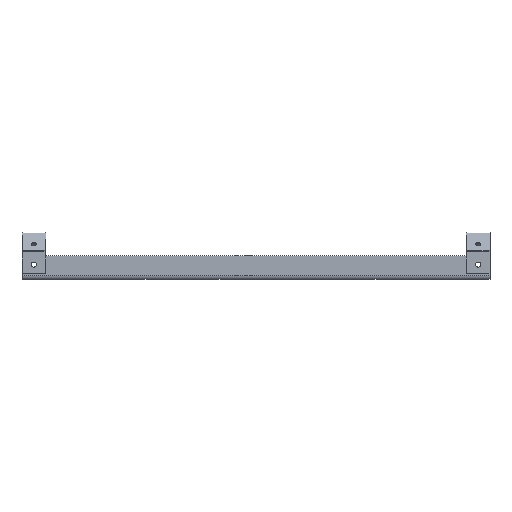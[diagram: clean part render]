
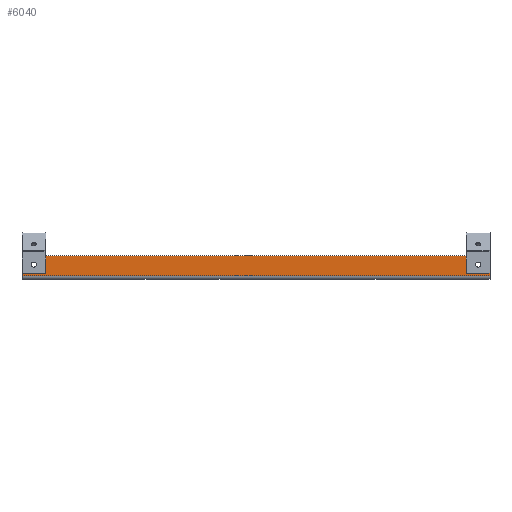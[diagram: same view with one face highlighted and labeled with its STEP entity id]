
A CAD part, front view. The second image highlights one B-rep face of the part: STEP entity #6040.
In plain terms, the highlighted planar face has unit normal (0, -1, 0).
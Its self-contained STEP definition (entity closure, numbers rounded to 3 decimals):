
#119=DIRECTION('',(-1.,0.,0.));
#120=VECTOR('',#119,34.);
#121=CARTESIAN_POINT('',(40.,0.,0.));
#122=LINE('',#121,#120);
#193=DIRECTION('',(-1.,0.,0.));
#194=VECTOR('',#193,34.);
#195=CARTESIAN_POINT('',(40.,0.,790.));
#196=LINE('',#195,#194);
#207=DIRECTION('',(0.,0.,1.));
#208=VECTOR('',#207,790.);
#209=CARTESIAN_POINT('',(40.,0.,0.));
#210=LINE('',#209,#208);
#214=CARTESIAN_POINT('',(25.,0.,771.25));
#215=DIRECTION('',(0.,1.,0.));
#216=DIRECTION('',(-1.,0.,0.));
#217=AXIS2_PLACEMENT_3D('',#214,#215,#216);
#222=DIRECTION('',(0.,0.,-1.));
#223=VECTOR('',#222,2.5);
#224=CARTESIAN_POINT('',(20.75,0.,771.25));
#225=LINE('',#224,#223);
#229=CARTESIAN_POINT('',(25.,0.,768.75));
#230=DIRECTION('',(0.,1.,0.));
#231=DIRECTION('',(1.,0.,0.));
#232=AXIS2_PLACEMENT_3D('',#229,#230,#231);
#237=DIRECTION('',(0.,0.,1.));
#238=VECTOR('',#237,2.5);
#239=CARTESIAN_POINT('',(29.25,0.,768.75));
#240=LINE('',#239,#238);
#244=CARTESIAN_POINT('',(25.,0.,21.25));
#245=DIRECTION('',(0.,1.,0.));
#246=DIRECTION('',(-1.,0.,0.));
#247=AXIS2_PLACEMENT_3D('',#244,#245,#246);
#252=DIRECTION('',(0.,0.,-1.));
#253=VECTOR('',#252,2.5);
#254=CARTESIAN_POINT('',(20.75,0.,21.25));
#255=LINE('',#254,#253);
#259=CARTESIAN_POINT('',(25.,0.,18.75));
#260=DIRECTION('',(0.,1.,0.));
#261=DIRECTION('',(1.,0.,0.));
#262=AXIS2_PLACEMENT_3D('',#259,#260,#261);
#267=DIRECTION('',(0.,0.,1.));
#268=VECTOR('',#267,2.5);
#269=CARTESIAN_POINT('',(29.25,0.,18.75));
#270=LINE('',#269,#268);
#274=DIRECTION('',(0.,0.,1.));
#275=VECTOR('',#274,790.);
#276=CARTESIAN_POINT('',(6.,0.,0.));
#277=LINE('',#276,#275);
#4974=CARTESIAN_POINT('',(40.,0.,0.));
#4975=CARTESIAN_POINT('',(6.,0.,0.));
#4976=VERTEX_POINT('',#4974);
#4977=VERTEX_POINT('',#4975);
#4978=CARTESIAN_POINT('',(40.,0.,790.));
#4979=VERTEX_POINT('',#4978);
#4980=CARTESIAN_POINT('',(6.,0.,790.));
#4981=VERTEX_POINT('',#4980);
#5038=CARTESIAN_POINT('',(20.75,0.,21.25));
#5039=CARTESIAN_POINT('',(29.25,0.,21.25));
#5040=VERTEX_POINT('',#5038);
#5041=VERTEX_POINT('',#5039);
#5042=CARTESIAN_POINT('',(20.75,0.,18.75));
#5043=VERTEX_POINT('',#5042);
#5044=CARTESIAN_POINT('',(29.25,0.,18.75));
#5045=VERTEX_POINT('',#5044);
#5046=CARTESIAN_POINT('',(20.75,0.,771.25));
#5047=CARTESIAN_POINT('',(29.25,0.,771.25));
#5048=VERTEX_POINT('',#5046);
#5049=VERTEX_POINT('',#5047);
#5050=CARTESIAN_POINT('',(20.75,0.,768.75));
#5051=VERTEX_POINT('',#5050);
#5052=CARTESIAN_POINT('',(29.25,0.,768.75));
#5053=VERTEX_POINT('',#5052);
#6008=CARTESIAN_POINT('',(40.,0.,0.));
#6009=DIRECTION('',(0.,1.,0.));
#6010=DIRECTION('',(-1.,0.,0.));
#6011=AXIS2_PLACEMENT_3D('',#6008,#6009,#6010);
#6012=PLANE('',#6011);
#6013=ORIENTED_EDGE('',*,*,#5930,.T.);
#6015=ORIENTED_EDGE('',*,*,#6014,.T.);
#6016=ORIENTED_EDGE('',*,*,#5989,.F.);
#6017=ORIENTED_EDGE('',*,*,#6002,.F.);
#6018=EDGE_LOOP('',(#6013,#6015,#6016,#6017));
#6019=FACE_OUTER_BOUND('',#6018,.F.);
#6021=ORIENTED_EDGE('',*,*,#6020,.F.);
#6023=ORIENTED_EDGE('',*,*,#6022,.T.);
#6025=ORIENTED_EDGE('',*,*,#6024,.F.);
#6027=ORIENTED_EDGE('',*,*,#6026,.T.);
#6028=EDGE_LOOP('',(#6021,#6023,#6025,#6027));
#6029=FACE_BOUND('',#6028,.F.);
#6031=ORIENTED_EDGE('',*,*,#6030,.F.);
#6033=ORIENTED_EDGE('',*,*,#6032,.T.);
#6035=ORIENTED_EDGE('',*,*,#6034,.F.);
#6037=ORIENTED_EDGE('',*,*,#6036,.T.);
#6038=EDGE_LOOP('',(#6031,#6033,#6035,#6037));
#6039=FACE_BOUND('',#6038,.F.);
#218=CIRCLE('',#217,4.25);
#233=CIRCLE('',#232,4.25);
#248=CIRCLE('',#247,4.25);
#263=CIRCLE('',#262,4.25);
#5930=EDGE_CURVE('',#4976,#4977,#122,.T.);
#5989=EDGE_CURVE('',#4979,#4981,#196,.T.);
#6002=EDGE_CURVE('',#4976,#4979,#210,.T.);
#6014=EDGE_CURVE('',#4977,#4981,#277,.T.);
#6020=EDGE_CURVE('',#5048,#5049,#218,.T.);
#6022=EDGE_CURVE('',#5048,#5051,#225,.T.);
#6024=EDGE_CURVE('',#5053,#5051,#233,.T.);
#6026=EDGE_CURVE('',#5053,#5049,#240,.T.);
#6030=EDGE_CURVE('',#5040,#5041,#248,.T.);
#6032=EDGE_CURVE('',#5040,#5043,#255,.T.);
#6034=EDGE_CURVE('',#5045,#5043,#263,.T.);
#6036=EDGE_CURVE('',#5045,#5041,#270,.T.);
#6040=ADVANCED_FACE('',(#6019,#6029,#6039),#6012,.F.);
